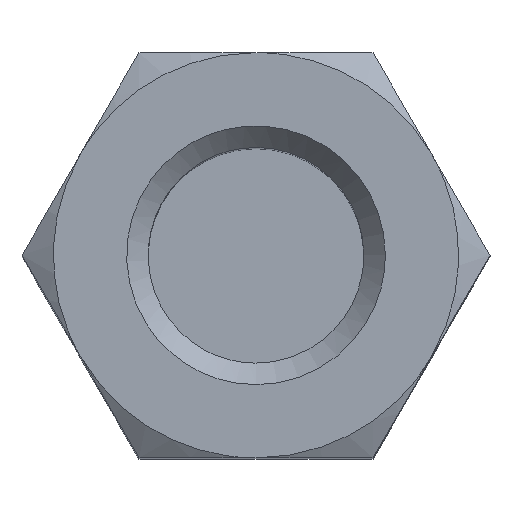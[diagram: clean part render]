
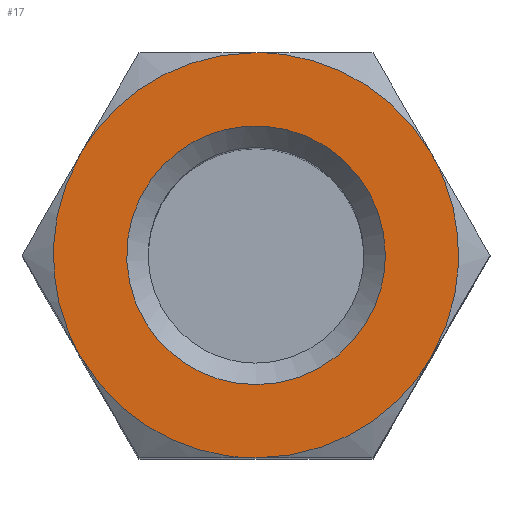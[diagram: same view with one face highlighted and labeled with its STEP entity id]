
A CAD part, top view. The second image highlights one B-rep face of the part: STEP entity #17.
In plain terms, the highlighted free-form (B-spline) face has degree [1, 1] with [2, 2] control points.
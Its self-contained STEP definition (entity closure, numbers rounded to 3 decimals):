
#17 = ADVANCED_FACE('',(#18,#32),#82,.T.);
#18 = FACE_BOUND('',#19,.T.);
#19 = EDGE_LOOP('',(#20));
#20 = ORIENTED_EDGE('',*,*,#21,.F.);
#21 = EDGE_CURVE('',#22,#22,#24,.T.);
#22 = VERTEX_POINT('',#23);
#23 = CARTESIAN_POINT('',(1.985,0.,13.236));
#24 = ( BOUNDED_CURVE() B_SPLINE_CURVE(2,(#25,#26,#27,#28,#29,#30,#31),
.UNSPECIFIED.,.T.,.F.) B_SPLINE_CURVE_WITH_KNOTS((1,2,2,2,2,1),(
    -2.094,0.,2.094,4.189,6.283,
8.378),.UNSPECIFIED.) CURVE() GEOMETRIC_REPRESENTATION_ITEM() 
RATIONAL_B_SPLINE_CURVE((1.,0.5,1.,0.5,1.,0.5,1.)) REPRESENTATION_ITEM(
  '') );
#25 = CARTESIAN_POINT('',(1.985,0.,13.236));
#26 = CARTESIAN_POINT('',(1.985,3.439,13.236)
  );
#27 = CARTESIAN_POINT('',(-0.993,1.719,13.236
    ));
#28 = CARTESIAN_POINT('',(-3.971,0.,
    13.236));
#29 = CARTESIAN_POINT('',(-0.993,-1.719,
    13.236));
#30 = CARTESIAN_POINT('',(1.985,-3.439,13.236
    ));
#31 = CARTESIAN_POINT('',(1.985,0.,13.236));
#32 = FACE_BOUND('',#33,.T.);
#33 = EDGE_LOOP('',(#34,#44,#52,#60,#68,#76));
#34 = ORIENTED_EDGE('',*,*,#35,.T.);
#35 = EDGE_CURVE('',#36,#38,#40,.T.);
#36 = VERTEX_POINT('',#37);
#37 = CARTESIAN_POINT('',(2.694,-1.555,13.236
    ));
#38 = VERTEX_POINT('',#39);
#39 = CARTESIAN_POINT('',(2.694,1.555,13.236)
  );
#40 = ( BOUNDED_CURVE() B_SPLINE_CURVE(2,(#41,#42,#43),.UNSPECIFIED.,.F.
,.F.) B_SPLINE_CURVE_WITH_KNOTS((3,3),(5.76,6.807),
.PIECEWISE_BEZIER_KNOTS.) CURVE() GEOMETRIC_REPRESENTATION_ITEM() 
RATIONAL_B_SPLINE_CURVE((1.,0.866,1.)) REPRESENTATION_ITEM('') 
  );
#41 = CARTESIAN_POINT('',(2.694,-1.555,13.236
    ));
#42 = CARTESIAN_POINT('',(3.592,0.,
    13.236));
#43 = CARTESIAN_POINT('',(2.694,1.555,13.236)
  );
#44 = ORIENTED_EDGE('',*,*,#45,.T.);
#45 = EDGE_CURVE('',#38,#46,#48,.T.);
#46 = VERTEX_POINT('',#47);
#47 = CARTESIAN_POINT('',(0.,3.11,
    13.236));
#48 = ( BOUNDED_CURVE() B_SPLINE_CURVE(2,(#49,#50,#51),.UNSPECIFIED.,.F.
,.F.) B_SPLINE_CURVE_WITH_KNOTS((3,3),(0.524,1.571),
.PIECEWISE_BEZIER_KNOTS.) CURVE() GEOMETRIC_REPRESENTATION_ITEM() 
RATIONAL_B_SPLINE_CURVE((1.,0.866,1.)) REPRESENTATION_ITEM('') 
  );
#49 = CARTESIAN_POINT('',(2.694,1.555,13.236)
  );
#50 = CARTESIAN_POINT('',(1.796,3.11,13.236)
  );
#51 = CARTESIAN_POINT('',(0.,3.11,
    13.236));
#52 = ORIENTED_EDGE('',*,*,#53,.T.);
#53 = EDGE_CURVE('',#46,#54,#56,.T.);
#54 = VERTEX_POINT('',#55);
#55 = CARTESIAN_POINT('',(-2.694,1.555,13.236
    ));
#56 = ( BOUNDED_CURVE() B_SPLINE_CURVE(2,(#57,#58,#59),.UNSPECIFIED.,.F.
,.F.) B_SPLINE_CURVE_WITH_KNOTS((3,3),(1.571,2.618),
.PIECEWISE_BEZIER_KNOTS.) CURVE() GEOMETRIC_REPRESENTATION_ITEM() 
RATIONAL_B_SPLINE_CURVE((1.,0.866,1.)) REPRESENTATION_ITEM('') 
  );
#57 = CARTESIAN_POINT('',(0.,3.11,
    13.236));
#58 = CARTESIAN_POINT('',(-1.796,3.11,13.236
    ));
#59 = CARTESIAN_POINT('',(-2.694,1.555,13.236
    ));
#60 = ORIENTED_EDGE('',*,*,#61,.T.);
#61 = EDGE_CURVE('',#54,#62,#64,.T.);
#62 = VERTEX_POINT('',#63);
#63 = CARTESIAN_POINT('',(-2.694,-1.555,
    13.236));
#64 = ( BOUNDED_CURVE() B_SPLINE_CURVE(2,(#65,#66,#67),.UNSPECIFIED.,.F.
,.F.) B_SPLINE_CURVE_WITH_KNOTS((3,3),(2.618,3.665),
.PIECEWISE_BEZIER_KNOTS.) CURVE() GEOMETRIC_REPRESENTATION_ITEM() 
RATIONAL_B_SPLINE_CURVE((1.,0.866,1.)) REPRESENTATION_ITEM('') 
  );
#65 = CARTESIAN_POINT('',(-2.694,1.555,13.236
    ));
#66 = CARTESIAN_POINT('',(-3.592,0.,
    13.236));
#67 = CARTESIAN_POINT('',(-2.694,-1.555,
    13.236));
#68 = ORIENTED_EDGE('',*,*,#69,.T.);
#69 = EDGE_CURVE('',#62,#70,#72,.T.);
#70 = VERTEX_POINT('',#71);
#71 = CARTESIAN_POINT('',(0.,-3.11,
    13.236));
#72 = ( BOUNDED_CURVE() B_SPLINE_CURVE(2,(#73,#74,#75),.UNSPECIFIED.,.F.
,.F.) B_SPLINE_CURVE_WITH_KNOTS((3,3),(3.665,4.712),
.PIECEWISE_BEZIER_KNOTS.) CURVE() GEOMETRIC_REPRESENTATION_ITEM() 
RATIONAL_B_SPLINE_CURVE((1.,0.866,1.)) REPRESENTATION_ITEM('') 
  );
#73 = CARTESIAN_POINT('',(-2.694,-1.555,
    13.236));
#74 = CARTESIAN_POINT('',(-1.796,-3.11,
    13.236));
#75 = CARTESIAN_POINT('',(0.,-3.11,
    13.236));
#76 = ORIENTED_EDGE('',*,*,#77,.T.);
#77 = EDGE_CURVE('',#70,#36,#78,.T.);
#78 = ( BOUNDED_CURVE() B_SPLINE_CURVE(2,(#79,#80,#81),.UNSPECIFIED.,.F.
,.F.) B_SPLINE_CURVE_WITH_KNOTS((3,3),(4.712,5.76),
.PIECEWISE_BEZIER_KNOTS.) CURVE() GEOMETRIC_REPRESENTATION_ITEM() 
RATIONAL_B_SPLINE_CURVE((1.,0.866,1.)) REPRESENTATION_ITEM('') 
  );
#79 = CARTESIAN_POINT('',(0.,-3.11,
    13.236));
#80 = CARTESIAN_POINT('',(1.796,-3.11,13.236
    ));
#81 = CARTESIAN_POINT('',(2.694,-1.555,13.236
    ));
#82 = B_SPLINE_SURFACE_WITH_KNOTS('',1,1,(
    (#83,#84)
    ,(#85,#86
    )),.UNSPECIFIED.,.F.,.F.,.F.,(2,2),(2,2),(-2.35,2.35),(-2.35,2.35),
  .PIECEWISE_BEZIER_KNOTS.);
#83 = CARTESIAN_POINT('',(-3.11,-3.11,
    13.236));
#84 = CARTESIAN_POINT('',(-3.11,3.11,13.236
    ));
#85 = CARTESIAN_POINT('',(3.11,-3.11,13.236
    ));
#86 = CARTESIAN_POINT('',(3.11,3.11,13.236)
  );
